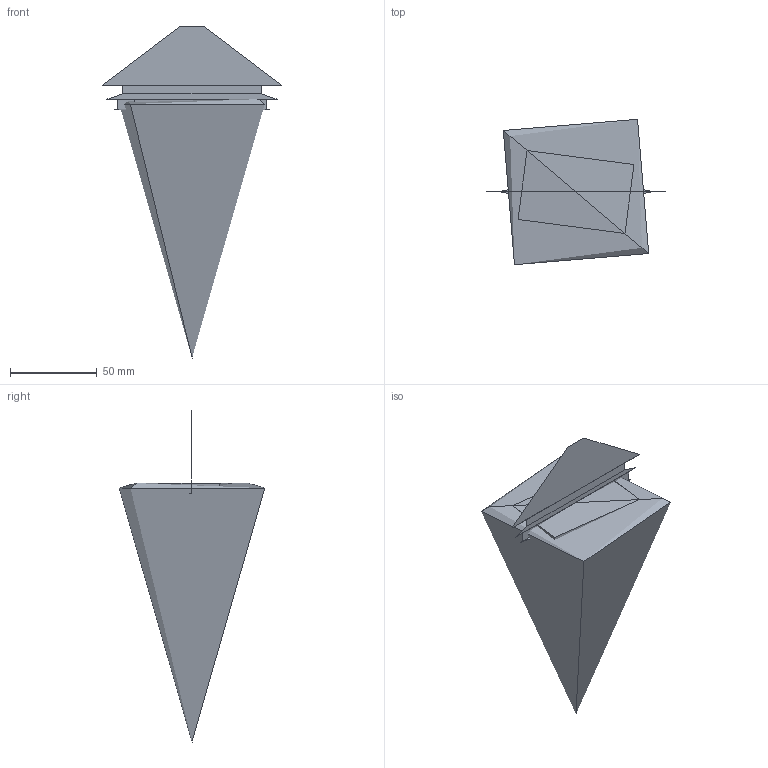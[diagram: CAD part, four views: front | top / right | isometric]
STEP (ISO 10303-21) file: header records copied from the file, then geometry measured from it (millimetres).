
FILE_DESCRIPTION(/* description */ (''),/* implementation_level */ '2;1');
FILE_NAME(/* name */ 'empatia 160 soffitto',/* time_stamp */ '2015-03-02T14:12:16+01:00',/* author */ (''),/* organization */ (''),/* preprocessor_version */ 'ST-DEVELOPER v10',/* originating_system */ '',/* authorisation */ '');
FILE_SCHEMA (('CONFIG_CONTROL_DESIGN'));
Length unit declared in the file: millimetre
Products named in the file (1): 1
Bounding box: 103.8 x 83.92 x 191.56 mm (x, y, z)
Volume: 474420.8 mm3; surface area: 191727.4 mm2
Topology: 2 solids, 4 shells, 34 faces, 98 edges, 67 vertices
Faces by surface type: bspline 28, plane 6
Entity records: 2052 total; most frequent: CARTESIAN_POINT 1482, ORIENTED_EDGE 139, EDGE_CURVE 71, VERTEX_POINT 45, EDGE_LOOP 36, ADVANCED_FACE 34, FACE_OUTER_BOUND 34, B_SPLINE_CURVE_WITH_KNOTS 33
